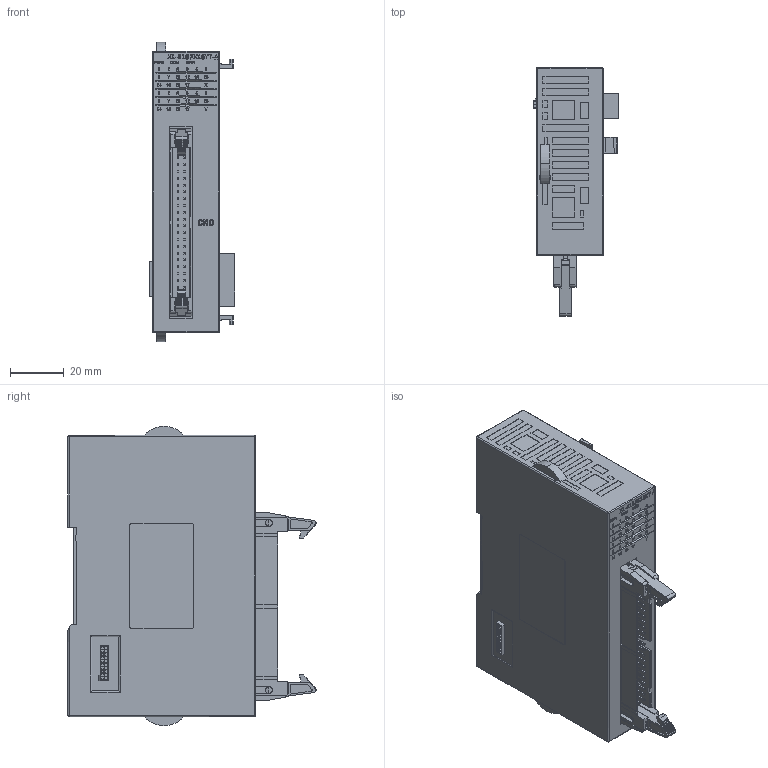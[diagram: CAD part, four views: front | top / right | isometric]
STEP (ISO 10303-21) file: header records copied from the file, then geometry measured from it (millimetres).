
FILE_DESCRIPTION(/* description */ (''),/* implementation_level */ '2;1');
FILE_NAME(/* name */ 'XL8AA0~1',/* time_stamp */ '2022-08-23T16:52:03+08:00',/* author */ (''),/* organization */ (''),/* preprocessor_version */ 'ST-DEVELOPER v16.5',/* originating_system */ '',/* authorisation */ '');
FILE_SCHEMA (('CONFIG_CONTROL_DESIGN'));
Products named in the file (1): Document
Bounding box: 32.11 x 92.66 x 111.79 mm (x, y, z)
Volume: 184407.9 mm3; surface area: 30868.5 mm2
Topology: 1 solids, 77 shells, 1636 faces, 20250 edges, 18734 vertices
Faces by surface type: plane 1447, cylinder 159, bspline 30
Entity records: 156884 total; most frequent: CARTESIAN_POINT 63299, ORIENTED_EDGE 24431, EDGE_CURVE 20249, B_SPLINE_CURVE_WITH_KNOTS 19814, VERTEX_POINT 18734, EDGE_LOOP 1827, ADVANCED_FACE 1636, FACE_OUTER_BOUND 1636
